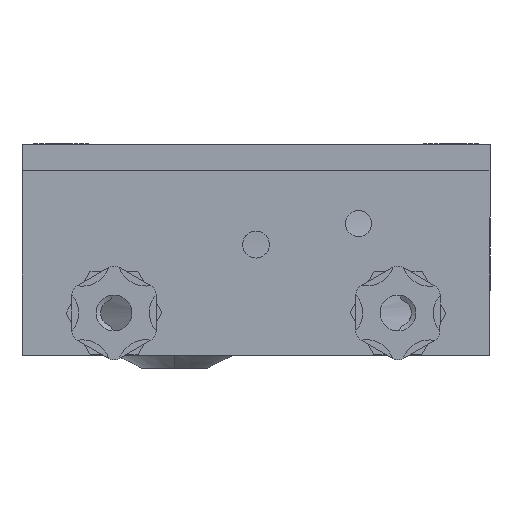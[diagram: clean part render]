
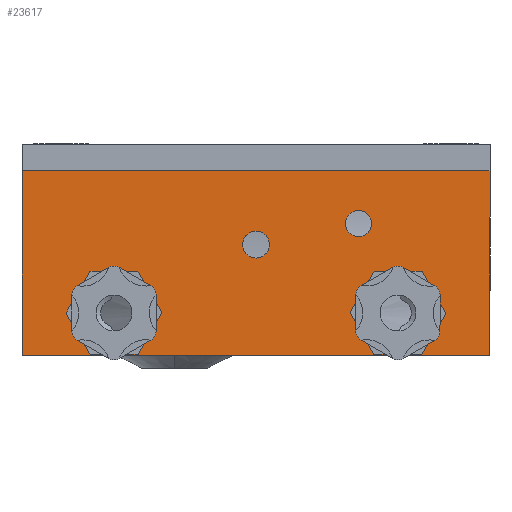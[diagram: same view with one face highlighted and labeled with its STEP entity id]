
A CAD part, front view. The second image highlights one B-rep face of the part: STEP entity #23617.
In plain terms, the highlighted planar face has unit normal (0, -1, 0).
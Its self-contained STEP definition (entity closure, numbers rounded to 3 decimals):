
#416 = CARTESIAN_POINT ( 'NONE',  ( -2.224, -0.846, 122.25 ) ) ;
#548 = EDGE_CURVE ( 'NONE', #15435, #7010, #11616, .T. ) ;
#587 = CARTESIAN_POINT ( 'NONE',  ( -48.724, -0.846, 107.75 ) ) ;
#1124 = VERTEX_POINT ( 'NONE', #9650 ) ;
#1577 = ORIENTED_EDGE ( 'NONE', *, *, #37920, .F. ) ;
#1692 = CARTESIAN_POINT ( 'NONE',  ( 5.276, -0.846, 112.495 ) ) ;
#1707 = CARTESIAN_POINT ( 'NONE',  ( -48.724, -0.846, 112.495 ) ) ;
#2102 = CARTESIAN_POINT ( 'NONE',  ( -66.224, -0.846, 112.75 ) ) ;
#2328 = CARTESIAN_POINT ( 'NONE',  ( -21.724, -0.846, 123.303 ) ) ;
#2777 = EDGE_CURVE ( 'NONE', #5431, #30873, #8668, .T. ) ;
#2885 = DIRECTION ( 'NONE',  ( 0., -1., 0. ) ) ;
#3181 = LINE ( 'NONE', #32440, #22885 ) ;
#3307 = VERTEX_POINT ( 'NONE', #34819 ) ;
#3855 = ORIENTED_EDGE ( 'NONE', *, *, #2777, .F. ) ;
#4034 = DIRECTION ( 'NONE',  ( 0., 0., -1. ) ) ;
#4597 = AXIS2_PLACEMENT_3D ( 'NONE', #24025, #10262, #16958 ) ;
#4805 = LINE ( 'NONE', #9290, #21913 ) ;
#5431 = VERTEX_POINT ( 'NONE', #18135 ) ;
#5458 = CIRCLE ( 'NONE', #4597, 2.553 ) ;
#5829 = DIRECTION ( 'NONE',  ( 0., -1., 0. ) ) ;
#6097 = DIRECTION ( 'NONE',  ( 0., 0., 1. ) ) ;
#6432 = DIRECTION ( 'NONE',  ( 0., -1., 0. ) ) ;
#7010 = VERTEX_POINT ( 'NONE', #41883 ) ;
#7266 = CARTESIAN_POINT ( 'NONE',  ( 22.776, -0.846, 134.75 ) ) ;
#7782 = AXIS2_PLACEMENT_3D ( 'NONE', #27874, #31458, #34924 ) ;
#8668 = CIRCLE ( 'NONE', #40975, 4.745 ) ;
#8840 = VERTEX_POINT ( 'NONE', #14844 ) ;
#9093 = DIRECTION ( 'NONE',  ( 0., 0., -1. ) ) ;
#9290 = CARTESIAN_POINT ( 'NONE',  ( -66.224, -0.846, 112.75 ) ) ;
#9650 = CARTESIAN_POINT ( 'NONE',  ( -2.224, -0.846, 127.25 ) ) ;
#10262 = DIRECTION ( 'NONE',  ( 0., -1., 0. ) ) ;
#11616 = CIRCLE ( 'NONE', #13076, 4.745 ) ;
#11749 = FACE_BOUND ( 'NONE', #16948, .T. ) ;
#12042 = EDGE_LOOP ( 'NONE', ( #19021, #12302 ) ) ;
#12224 = FACE_BOUND ( 'NONE', #19314, .T. ) ;
#12302 = ORIENTED_EDGE ( 'NONE', *, *, #27571, .F. ) ;
#13076 = AXIS2_PLACEMENT_3D ( 'NONE', #26755, #33231, #36572 ) ;
#14844 = CARTESIAN_POINT ( 'NONE',  ( -21.724, -0.846, 118.197 ) ) ;
#15435 = VERTEX_POINT ( 'NONE', #1692 ) ;
#15439 = CIRCLE ( 'NONE', #25325, 2.5 ) ;
#15449 = CARTESIAN_POINT ( 'NONE',  ( 22.776, -0.846, 99.75 ) ) ;
#16281 = ORIENTED_EDGE ( 'NONE', *, *, #548, .F. ) ;
#16630 = ORIENTED_EDGE ( 'NONE', *, *, #40002, .F. ) ;
#16708 = VERTEX_POINT ( 'NONE', #21198 ) ;
#16887 = DIRECTION ( 'NONE',  ( 0., -1., 0. ) ) ;
#16948 = EDGE_LOOP ( 'NONE', ( #3855, #1577 ) ) ;
#16958 = DIRECTION ( 'NONE',  ( 0., 0., -1. ) ) ;
#17344 = EDGE_CURVE ( 'NONE', #3307, #16708, #36773, .T. ) ;
#18135 = CARTESIAN_POINT ( 'NONE',  ( -48.724, -0.846, 103.005 ) ) ;
#18476 = FACE_BOUND ( 'NONE', #28377, .T. ) ;
#19021 = ORIENTED_EDGE ( 'NONE', *, *, #32774, .F. ) ;
#19314 = EDGE_LOOP ( 'NONE', ( #16630, #16281 ) ) ;
#19481 = DIRECTION ( 'NONE',  ( 0., 0., -1. ) ) ;
#20333 = DIRECTION ( 'NONE',  ( 0., 0., -1. ) ) ;
#20746 = EDGE_CURVE ( 'NONE', #31512, #1124, #28387, .T. ) ;
#20777 = VECTOR ( 'NONE', #25679, 1000. ) ;
#21198 = CARTESIAN_POINT ( 'NONE',  ( -66.224, -0.846, 99.75 ) ) ;
#21792 = DIRECTION ( 'NONE',  ( 0., -1., 0. ) ) ;
#21913 = VECTOR ( 'NONE', #6097, 1000. ) ;
#22737 = CARTESIAN_POINT ( 'NONE',  ( -2.224, -0.846, 124.75 ) ) ;
#22885 = VECTOR ( 'NONE', #39258, 1000. ) ;
#23617 = ADVANCED_FACE ( 'NONE', ( #12224, #11749, #18476, #36532, #42779 ), #41636, .T. ) ;
#24025 = CARTESIAN_POINT ( 'NONE',  ( -21.724, -0.846, 120.75 ) ) ;
#24390 = LINE ( 'NONE', #42173, #20777 ) ;
#24805 = AXIS2_PLACEMENT_3D ( 'NONE', #2102, #21792, #25278 ) ;
#25278 = DIRECTION ( 'NONE',  ( 0., 0., -1. ) ) ;
#25325 = AXIS2_PLACEMENT_3D ( 'NONE', #22737, #2885, #9093 ) ;
#25679 = DIRECTION ( 'NONE',  ( 1., 0., 0. ) ) ;
#26288 = CARTESIAN_POINT ( 'NONE',  ( -21.724, -0.846, 120.75 ) ) ;
#26755 = CARTESIAN_POINT ( 'NONE',  ( 5.276, -0.846, 107.75 ) ) ;
#27571 = EDGE_CURVE ( 'NONE', #41182, #8840, #5458, .T. ) ;
#27874 = CARTESIAN_POINT ( 'NONE',  ( -48.724, -0.846, 107.75 ) ) ;
#28377 = EDGE_LOOP ( 'NONE', ( #28480, #33597 ) ) ;
#28387 = CIRCLE ( 'NONE', #42059, 2.5 ) ;
#28480 = ORIENTED_EDGE ( 'NONE', *, *, #20746, .F. ) ;
#28620 = EDGE_CURVE ( 'NONE', #16708, #40363, #4805, .T. ) ;
#29100 = EDGE_LOOP ( 'NONE', ( #42106, #37702, #39765, #41935 ) ) ;
#30660 = CIRCLE ( 'NONE', #36452, 4.745 ) ;
#30873 = VERTEX_POINT ( 'NONE', #1707 ) ;
#31458 = DIRECTION ( 'NONE',  ( 0., -1., 0. ) ) ;
#31512 = VERTEX_POINT ( 'NONE', #416 ) ;
#31562 = CIRCLE ( 'NONE', #7782, 4.745 ) ;
#31607 = VECTOR ( 'NONE', #38580, 1000. ) ;
#32222 = DIRECTION ( 'NONE',  ( 0., 0., -1. ) ) ;
#32440 = CARTESIAN_POINT ( 'NONE',  ( 22.776, -0.846, 112.75 ) ) ;
#32774 = EDGE_CURVE ( 'NONE', #8840, #41182, #36731, .T. ) ;
#33231 = DIRECTION ( 'NONE',  ( 0., -1., 0. ) ) ;
#33597 = ORIENTED_EDGE ( 'NONE', *, *, #38675, .F. ) ;
#34043 = CARTESIAN_POINT ( 'NONE',  ( 5.276, -0.846, 107.75 ) ) ;
#34819 = CARTESIAN_POINT ( 'NONE',  ( 22.776, -0.846, 99.75 ) ) ;
#34924 = DIRECTION ( 'NONE',  ( 0., 0., -1. ) ) ;
#35341 = AXIS2_PLACEMENT_3D ( 'NONE', #26288, #6432, #32222 ) ;
#36452 = AXIS2_PLACEMENT_3D ( 'NONE', #34043, #16887, #20333 ) ;
#36532 = FACE_BOUND ( 'NONE', #12042, .T. ) ;
#36572 = DIRECTION ( 'NONE',  ( 0., 0., -1. ) ) ;
#36731 = CIRCLE ( 'NONE', #35341, 2.553 ) ;
#36773 = LINE ( 'NONE', #15449, #31607 ) ;
#37183 = EDGE_CURVE ( 'NONE', #40363, #40997, #24390, .T. ) ;
#37702 = ORIENTED_EDGE ( 'NONE', *, *, #28620, .F. ) ;
#37920 = EDGE_CURVE ( 'NONE', #30873, #5431, #31562, .T. ) ;
#38071 = DIRECTION ( 'NONE',  ( 0., -1., 0. ) ) ;
#38580 = DIRECTION ( 'NONE',  ( -1., 0., 0. ) ) ;
#38675 = EDGE_CURVE ( 'NONE', #1124, #31512, #15439, .T. ) ;
#39258 = DIRECTION ( 'NONE',  ( 0., 0., 1. ) ) ;
#39765 = ORIENTED_EDGE ( 'NONE', *, *, #17344, .F. ) ;
#40002 = EDGE_CURVE ( 'NONE', #7010, #15435, #30660, .T. ) ;
#40363 = VERTEX_POINT ( 'NONE', #42148 ) ;
#40975 = AXIS2_PLACEMENT_3D ( 'NONE', #587, #38071, #4034 ) ;
#40997 = VERTEX_POINT ( 'NONE', #7266 ) ;
#41182 = VERTEX_POINT ( 'NONE', #2328 ) ;
#41636 = PLANE ( 'NONE',  #24805 ) ;
#41883 = CARTESIAN_POINT ( 'NONE',  ( 5.276, -0.846, 103.005 ) ) ;
#41935 = ORIENTED_EDGE ( 'NONE', *, *, #42219, .T. ) ;
#42059 = AXIS2_PLACEMENT_3D ( 'NONE', #42471, #5829, #19481 ) ;
#42106 = ORIENTED_EDGE ( 'NONE', *, *, #37183, .F. ) ;
#42148 = CARTESIAN_POINT ( 'NONE',  ( -66.224, -0.846, 134.75 ) ) ;
#42173 = CARTESIAN_POINT ( 'NONE',  ( -66.224, -0.846, 134.75 ) ) ;
#42219 = EDGE_CURVE ( 'NONE', #3307, #40997, #3181, .T. ) ;
#42471 = CARTESIAN_POINT ( 'NONE',  ( -2.224, -0.846, 124.75 ) ) ;
#42779 = FACE_OUTER_BOUND ( 'NONE', #29100, .T. ) ;
